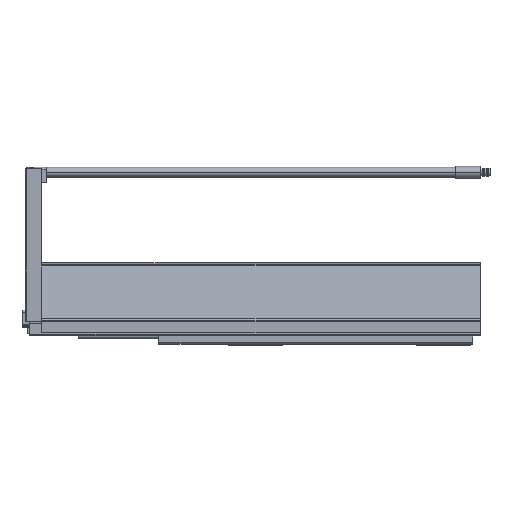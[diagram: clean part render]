
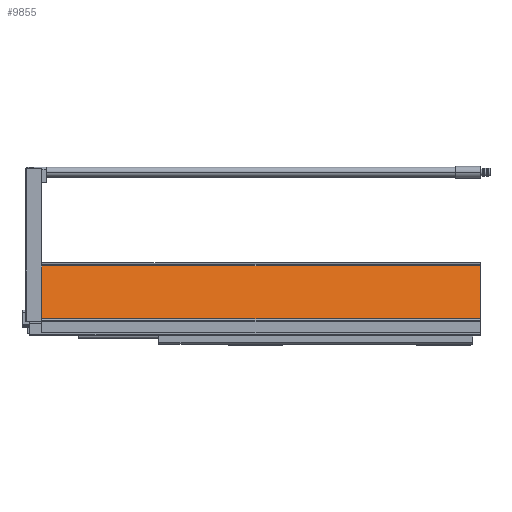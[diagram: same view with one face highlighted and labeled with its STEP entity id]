
A CAD part, top view. The second image highlights one B-rep face of the part: STEP entity #9855.
In plain terms, the highlighted planar face has unit normal (0, 0.208, 0.978).
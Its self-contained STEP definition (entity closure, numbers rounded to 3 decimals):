
#1569 = DIRECTION ( 'NONE',  ( 1., 0., 0. ) ) ;
#1926 = ORIENTED_EDGE ( 'NONE', *, *, #9525, .T. ) ;
#2042 = VERTEX_POINT ( 'NONE', #3427 ) ;
#2224 = EDGE_CURVE ( 'NONE', #8731, #2042, #4811, .T. ) ;
#2321 = CARTESIAN_POINT ( 'NONE',  ( 0., 80.422, 21.003 ) ) ;
#3427 = CARTESIAN_POINT ( 'NONE',  ( 0., 80.422, 21.003 ) ) ;
#3790 = CARTESIAN_POINT ( 'NONE',  ( -542., 80.422, 21.003 ) ) ;
#4000 = CARTESIAN_POINT ( 'NONE',  ( 0., 17.084, 34.466 ) ) ;
#4709 = LINE ( 'NONE', #10395, #8352 ) ;
#4811 = LINE ( 'NONE', #3790, #10479 ) ;
#5408 = ORIENTED_EDGE ( 'NONE', *, *, #2224, .F. ) ;
#6219 = AXIS2_PLACEMENT_3D ( 'NONE', #8136, #11303, #10198 ) ;
#6330 = FACE_OUTER_BOUND ( 'NONE', #6721, .T. ) ;
#6721 = EDGE_LOOP ( 'NONE', ( #5408, #1926, #11331, #11019 ) ) ;
#6765 = EDGE_CURVE ( 'NONE', #2042, #11547, #11148, .T. ) ;
#7430 = VECTOR ( 'NONE', #8241, 1000. ) ;
#8136 = CARTESIAN_POINT ( 'NONE',  ( -542., 80.422, 21.003 ) ) ;
#8241 = DIRECTION ( 'NONE',  ( 0., -0.978, 0.208 ) ) ;
#8278 = CARTESIAN_POINT ( 'NONE',  ( -525.5, 17.084, 34.466 ) ) ;
#8352 = VECTOR ( 'NONE', #1569, 1000. ) ;
#8597 = EDGE_CURVE ( 'NONE', #9686, #11547, #4709, .T. ) ;
#8683 = DIRECTION ( 'NONE',  ( 1., 0., 0. ) ) ;
#8731 = VERTEX_POINT ( 'NONE', #8981 ) ;
#8928 = VECTOR ( 'NONE', #10793, 1000. ) ;
#8981 = CARTESIAN_POINT ( 'NONE',  ( -525.5, 80.422, 21.003 ) ) ;
#9179 = PLANE ( 'NONE',  #6219 ) ;
#9525 = EDGE_CURVE ( 'NONE', #8731, #9686, #10867, .T. ) ;
#9686 = VERTEX_POINT ( 'NONE', #8278 ) ;
#9855 = ADVANCED_FACE ( 'NONE', ( #6330 ), #9179, .T. ) ;
#9894 = CARTESIAN_POINT ( 'NONE',  ( -525.5, 80.422, 21.003 ) ) ;
#10198 = DIRECTION ( 'NONE',  ( 0., -0.978, 0.208 ) ) ;
#10395 = CARTESIAN_POINT ( 'NONE',  ( 0., 17.084, 34.466 ) ) ;
#10479 = VECTOR ( 'NONE', #8683, 1000. ) ;
#10793 = DIRECTION ( 'NONE',  ( 0., -0.978, 0.208 ) ) ;
#10867 = LINE ( 'NONE', #9894, #8928 ) ;
#11019 = ORIENTED_EDGE ( 'NONE', *, *, #6765, .F. ) ;
#11148 = LINE ( 'NONE', #2321, #7430 ) ;
#11303 = DIRECTION ( 'NONE',  ( 0., 0.208, 0.978 ) ) ;
#11331 = ORIENTED_EDGE ( 'NONE', *, *, #8597, .T. ) ;
#11547 = VERTEX_POINT ( 'NONE', #4000 ) ;
